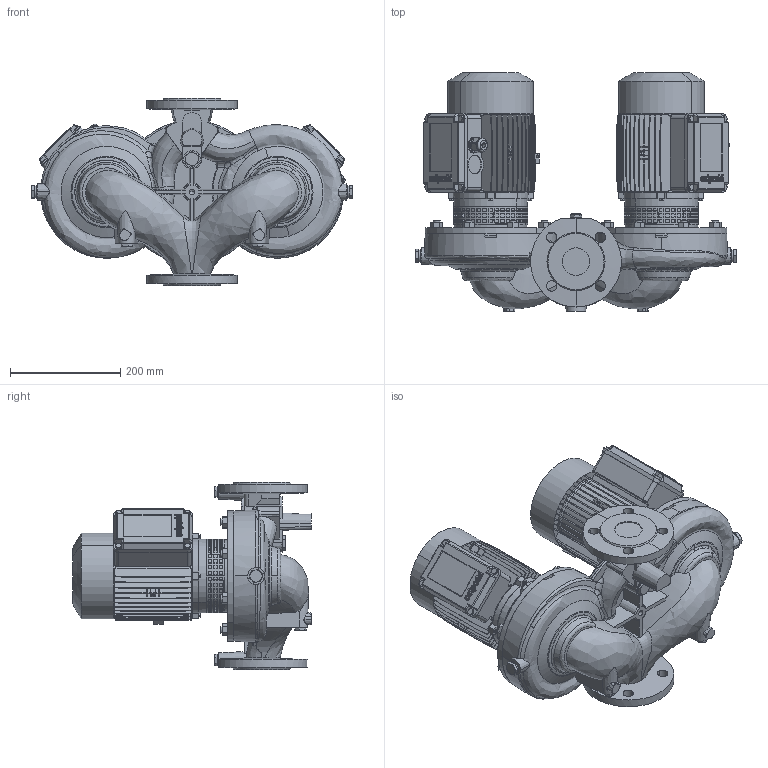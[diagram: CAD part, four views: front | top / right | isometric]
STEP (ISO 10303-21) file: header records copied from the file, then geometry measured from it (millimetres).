
FILE_DESCRIPTION (( 'STEP AP214' ), '1' );
FILE_NAME ('10009731swa00.step', '2022-01-19T11:23:06', ( '' ), ( '' ), 'SwSTEP 2.0', 'SolidWorks 2020', '' );
FILE_SCHEMA (( 'AUTOMOTIVE_DESIGN' ));
Length unit declared in the file: millimetre
Products named in the file (10): 10009731swa00; 2_66_122_SEMPLIFICATO; 4.66.634swp00_NRD 50; 10008514swp00; 4.66.634swp00_Plug; 90.025swp01_G14x7,5 OTTONE; 10008148swp00_3.66.540-541_semplificato; 90.025swp01_G38x9 OTTONE; 10007570swp00_80 SZ VER.; 10007670swn00_M20x1.5
Assembly tree (17 placements, depth 2):
  10009731swa00
    10008514swp00
    4.66.634swp00_NRD 50
    4.66.634swp00_Plug
    90.025swp01_G38x9 OTTONE  x2
    90.025swp01_G14x7,5 OTTONE  x4
    10008148swp00_3.66.540-541_semplificato  x2
    10007570swp00_80 SZ VER.  x2
    10007670swn00_M20x1.5  x2
    2_66_122_SEMPLIFICATO  x2
Bounding box: 583 x 433.5 x 340 mm (x, y, z)
Volume: 20815675.4 mm3; surface area: 1520979.1 mm2
Topology: 17 solids, 17 shells, 4060 faces, 10859 edges, 7041 vertices
Faces by surface type: plane 2755, cylinder 536, cone 419, bspline 285, torus 41, sphere 24
Entity records: 283443 total; most frequent: CARTESIAN_POINT 228191, ORIENTED_EDGE 11926, DIRECTION 10389, EDGE_CURVE 5963, VERTEX_POINT 3895, AXIS2_PLACEMENT_3D 3469, LINE 3451, VECTOR 3451
